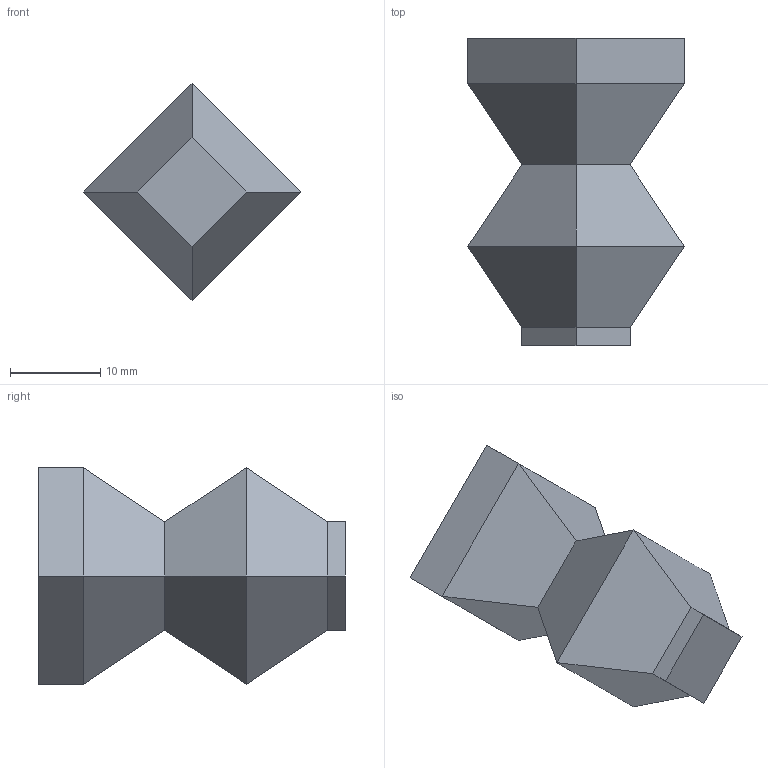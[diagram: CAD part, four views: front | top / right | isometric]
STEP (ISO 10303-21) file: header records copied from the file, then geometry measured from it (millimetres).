
FILE_DESCRIPTION(/* description */ (''),/* implementation_level */ '2;1');
FILE_NAME(/* name */ 'n_4.stp',/* time_stamp */ '2024-08-14T10:12:01+09:00',/* author */ ('82103'),/* organization */ (''),/* preprocessor_version */ 'ST-DEVELOPER v20',/* originating_system */ 'Autodesk Inventor 2025',/* authorisation */ '');
FILE_SCHEMA (('AUTOMOTIVE_DESIGN { 1 0 10303 214 3 1 1 }'));
Length unit declared in the file: millimetre
Products named in the file (1): n_4
Bounding box: 24 x 34 x 24 mm (x, y, z)
Volume: 3547.6 mm3; surface area: 3586.3 mm2
Topology: 1 solids, 1 shells, 37 faces, 75 edges, 42 vertices
Faces by surface type: plane 36, cylinder 1
Full cylindrical faces by diameter (mm): 4.5 x1
Entity records: 962 total; most frequent: CARTESIAN_POINT 155, DIRECTION 153, ORIENTED_EDGE 150, EDGE_CURVE 75, LINE 73, VECTOR 73, VERTEX_POINT 42, AXIS2_PLACEMENT_3D 40
